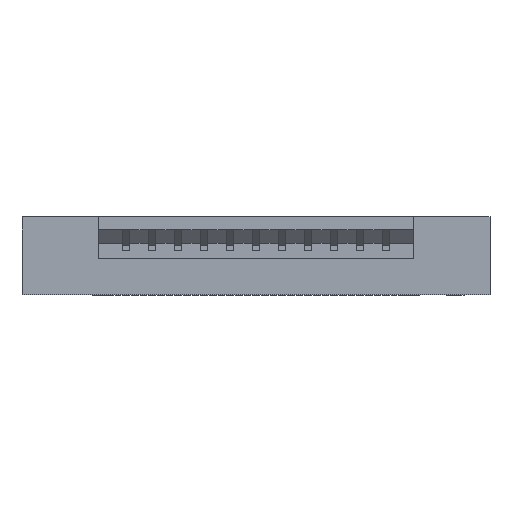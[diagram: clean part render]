
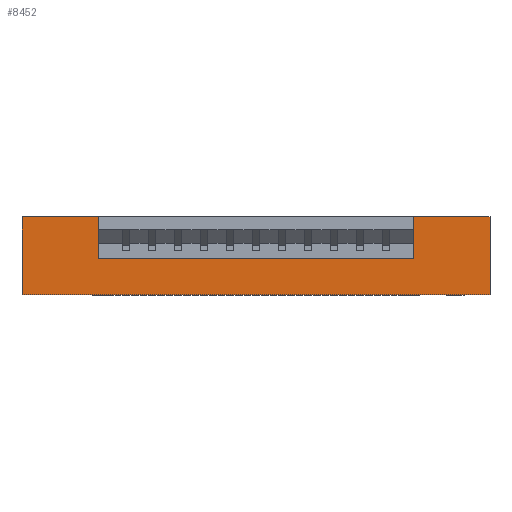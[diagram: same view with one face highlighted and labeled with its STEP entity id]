
A CAD part, top view. The second image highlights one B-rep face of the part: STEP entity #8452.
In plain terms, the highlighted planar face has unit normal (0, 0, 1).
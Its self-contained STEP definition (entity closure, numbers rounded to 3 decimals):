
#2348=ORIENTED_EDGE('',*,*,#3656,.F.);
#2349=ORIENTED_EDGE('',*,*,#3653,.F.);
#2350=ORIENTED_EDGE('',*,*,#3655,.F.);
#2351=ORIENTED_EDGE('',*,*,#3657,.T.);
#2352=ORIENTED_EDGE('',*,*,#3658,.T.);
#2353=ORIENTED_EDGE('',*,*,#3659,.F.);
#2354=ORIENTED_EDGE('',*,*,#3660,.F.);
#2355=ORIENTED_EDGE('',*,*,#3661,.F.);
#3653=EDGE_CURVE('',#4451,#4450,#5595,.T.);
#3655=EDGE_CURVE('',#4452,#4451,#5597,.T.);
#3656=EDGE_CURVE('',#4450,#4453,#5598,.T.);
#3657=EDGE_CURVE('',#4452,#4454,#5599,.T.);
#3658=EDGE_CURVE('',#4454,#4455,#5600,.T.);
#3659=EDGE_CURVE('',#4456,#4455,#5601,.T.);
#3660=EDGE_CURVE('',#4457,#4456,#5602,.T.);
#3661=EDGE_CURVE('',#4453,#4457,#5603,.T.);
#4450=VERTEX_POINT('',#13294);
#4451=VERTEX_POINT('',#13296);
#4452=VERTEX_POINT('',#13300);
#4453=VERTEX_POINT('',#13304);
#4454=VERTEX_POINT('',#13306);
#4455=VERTEX_POINT('',#13308);
#4456=VERTEX_POINT('',#13310);
#4457=VERTEX_POINT('',#13312);
#5595=LINE('',#13297,#6775);
#5597=LINE('',#13301,#6777);
#5598=LINE('',#13303,#6778);
#5599=LINE('',#13305,#6779);
#5600=LINE('',#13307,#6780);
#5601=LINE('',#13309,#6781);
#5602=LINE('',#13311,#6782);
#5603=LINE('',#13313,#6783);
#6775=VECTOR('',#10904,1000.);
#6777=VECTOR('',#10908,1000.);
#6778=VECTOR('',#10911,1000.);
#6779=VECTOR('',#10912,1000.);
#6780=VECTOR('',#10913,1000.);
#6781=VECTOR('',#10914,1000.);
#6782=VECTOR('',#10915,1000.);
#6783=VECTOR('',#10916,1000.);
#7232=EDGE_LOOP('',(#2348,#2349,#2350,#2351,#2352,#2353,#2354,#2355));
#7644=FACE_BOUND('',#7232,.T.);
#8042=PLANE('',#8955);
#8452=ADVANCED_FACE('',(#7644),#8042,.T.);
#8955=AXIS2_PLACEMENT_3D('',#13302,#10909,#10910);
#10904=DIRECTION('',(1.,0.,0.));
#10908=DIRECTION('',(0.,1.,0.));
#10909=DIRECTION('',(0.,0.,1.));
#10910=DIRECTION('',(1.,0.,0.));
#10911=DIRECTION('',(0.,-1.,0.));
#10912=DIRECTION('',(1.,0.,0.));
#10913=DIRECTION('',(0.,1.,0.));
#10914=DIRECTION('',(1.,0.,0.));
#10915=DIRECTION('',(0.,1.,0.));
#10916=DIRECTION('',(1.,0.,0.));
#13294=CARTESIAN_POINT('',(-6.075,1.5,0.55));
#13296=CARTESIAN_POINT('',(-9.,1.5,0.55));
#13297=CARTESIAN_POINT('',(-9.,1.5,0.55));
#13300=CARTESIAN_POINT('',(-9.,-1.5,0.55));
#13301=CARTESIAN_POINT('',(-9.,-1.5,0.55));
#13302=CARTESIAN_POINT('',(-9.,-1.5,0.55));
#13303=CARTESIAN_POINT('',(-6.075,1.5,0.55));
#13304=CARTESIAN_POINT('',(-6.075,-0.1,0.55));
#13305=CARTESIAN_POINT('',(-9.,-1.5,0.55));
#13306=CARTESIAN_POINT('',(9.,-1.5,0.55));
#13307=CARTESIAN_POINT('',(9.,-1.5,0.55));
#13308=CARTESIAN_POINT('',(9.,1.5,0.55));
#13309=CARTESIAN_POINT('',(-9.,1.5,0.55));
#13310=CARTESIAN_POINT('',(6.075,1.5,0.55));
#13311=CARTESIAN_POINT('',(6.075,-0.1,0.55));
#13312=CARTESIAN_POINT('',(6.075,-0.1,0.55));
#13313=CARTESIAN_POINT('',(-6.075,-0.1,0.55));
